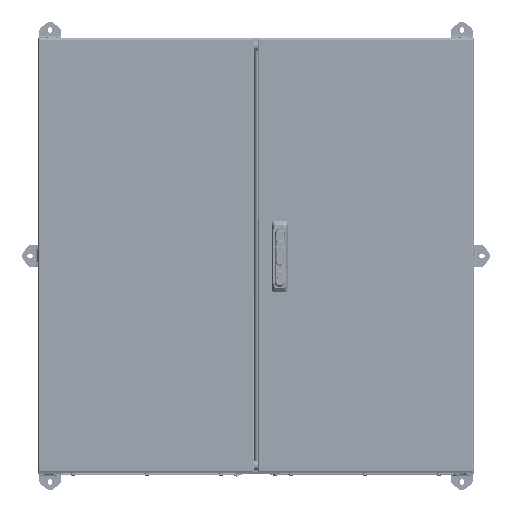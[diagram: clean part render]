
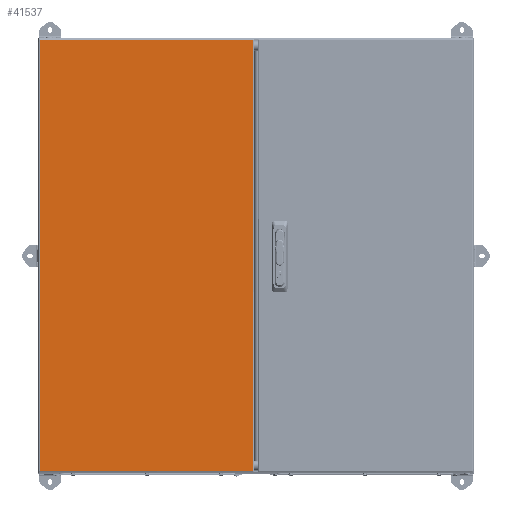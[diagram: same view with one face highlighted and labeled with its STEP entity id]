
A CAD part, top view. The second image highlights one B-rep face of the part: STEP entity #41537.
In plain terms, the highlighted planar face has unit normal (0, 0, 1).
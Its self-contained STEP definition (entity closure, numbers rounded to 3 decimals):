
#4475 = VERTEX_POINT ( 'NONE', #7468 ) ;
#7468 = CARTESIAN_POINT ( 'NONE',  ( -244.5, -494.5, 0. ) ) ;
#9990 = CARTESIAN_POINT ( 'NONE',  ( 244.5, -495.293, 0. ) ) ;
#10622 = DIRECTION ( 'NONE',  ( 0., 1., 0. ) ) ;
#11378 = ORIENTED_EDGE ( 'NONE', *, *, #123779, .T. ) ;
#13856 = LINE ( 'NONE', #70334, #36644 ) ;
#14370 = VERTEX_POINT ( 'NONE', #69151 ) ;
#15410 = EDGE_LOOP ( 'NONE', ( #117986, #96039, #11378, #75293 ) ) ;
#20536 = PLANE ( 'NONE',  #27241 ) ;
#23068 = CARTESIAN_POINT ( 'NONE',  ( 245.293, 494.5, 0. ) ) ;
#26607 = VECTOR ( 'NONE', #70174, 1000. ) ;
#27241 = AXIS2_PLACEMENT_3D ( 'NONE', #56324, #76412, #105843 ) ;
#28790 = LINE ( 'NONE', #9990, #61134 ) ;
#36644 = VECTOR ( 'NONE', #61510, 1000. ) ;
#41537 = ADVANCED_FACE ( 'NONE', ( #67636 ), #20536, .T. ) ;
#47430 = CARTESIAN_POINT ( 'NONE',  ( 244.5, -494.5, 0. ) ) ;
#51319 = CARTESIAN_POINT ( 'NONE',  ( -245.293, -494.5, 0. ) ) ;
#56324 = CARTESIAN_POINT ( 'NONE',  ( 0., 0., 0. ) ) ;
#57555 = EDGE_CURVE ( 'NONE', #75471, #14370, #28790, .T. ) ;
#61134 = VECTOR ( 'NONE', #10622, 1000. ) ;
#61510 = DIRECTION ( 'NONE',  ( 0., -1., 0. ) ) ;
#63805 = DIRECTION ( 'NONE',  ( -1., 0., 0. ) ) ;
#67636 = FACE_OUTER_BOUND ( 'NONE', #15410, .T. ) ;
#69151 = CARTESIAN_POINT ( 'NONE',  ( 244.5, 494.5, 0. ) ) ;
#70174 = DIRECTION ( 'NONE',  ( 1., 0., 0. ) ) ;
#70334 = CARTESIAN_POINT ( 'NONE',  ( -244.5, 495.293, 0. ) ) ;
#71326 = VECTOR ( 'NONE', #63805, 1000. ) ;
#75293 = ORIENTED_EDGE ( 'NONE', *, *, #57555, .T. ) ;
#75471 = VERTEX_POINT ( 'NONE', #47430 ) ;
#76412 = DIRECTION ( 'NONE',  ( 0., 0., 1. ) ) ;
#91437 = LINE ( 'NONE', #23068, #71326 ) ;
#94623 = EDGE_CURVE ( 'NONE', #117521, #4475, #13856, .T. ) ;
#96039 = ORIENTED_EDGE ( 'NONE', *, *, #94623, .T. ) ;
#100844 = EDGE_CURVE ( 'NONE', #14370, #117521, #91437, .T. ) ;
#104040 = CARTESIAN_POINT ( 'NONE',  ( -244.5, 494.5, 0. ) ) ;
#105843 = DIRECTION ( 'NONE',  ( 1., 0., 0. ) ) ;
#116538 = LINE ( 'NONE', #51319, #26607 ) ;
#117521 = VERTEX_POINT ( 'NONE', #104040 ) ;
#117986 = ORIENTED_EDGE ( 'NONE', *, *, #100844, .T. ) ;
#123779 = EDGE_CURVE ( 'NONE', #4475, #75471, #116538, .T. ) ;
